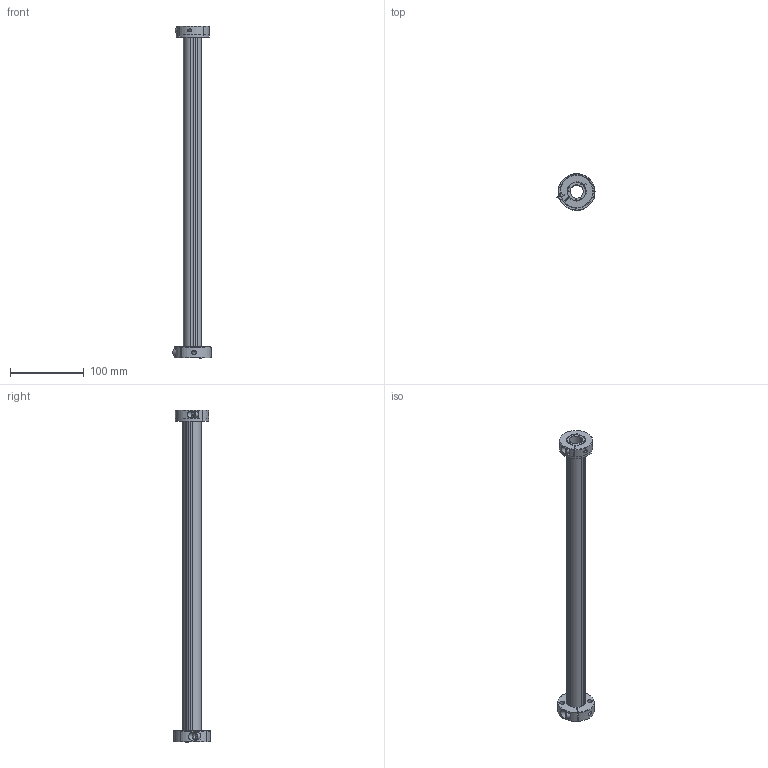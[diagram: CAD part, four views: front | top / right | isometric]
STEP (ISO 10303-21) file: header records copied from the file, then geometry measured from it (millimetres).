
FILE_DESCRIPTION (( 'STEP AP214' ), '1' );
FILE_NAME ('J3.STEP', '2014-03-20T07:18:02', ( 'e10128' ), ( '' ), 'SwSTEP 2.0', 'SolidWorks 2010', '' );
FILE_SCHEMA (( 'AUTOMOTIVE_DESIGN' ));
Length unit declared in the file: millimetre
Products named in the file (9): BNS2525A+450L__X2_82B1937587BA687F_X0_; 1; _X2_7B2C56DB8EF87DE9885D588A_X0_pscdj25_15_2_03(_X2_4E094F4F__X0_); 2; _X2_7B2C56DB8EF856FA5B9A6CD5862D_X0_pscst25_15_2_03(_X2_4E09_4F4F_X0_); 3; 2_1; 1_1; J3
Assembly tree (8 placements, depth 3):
  J3
    _X2_7B2C56DB8EF87DE9885D588A_X0_pscdj25_15_2_03(_X2_4E094F4F__X0_)
      3
      1
      2
    _X2_7B2C56DB8EF856FA5B9A6CD5862D_X0_pscst25_15_2_03(_X2_4E09_4F4F_X0_)
      2_1
      1_1
    BNS2525A+450L__X2_82B1937587BA687F_X0_
Bounding box: 51.7 x 50 x 450 mm (x, y, z)
Volume: 135191.6 mm3; surface area: 79986.2 mm2
Topology: 6 solids, 6 shells, 156 faces, 371 edges, 229 vertices
Faces by surface type: cylinder 61, plane 51, cone 32, bspline 12
Entity records: 7067 total; most frequent: CARTESIAN_POINT 1371, DIRECTION 823, ORIENTED_EDGE 734, EDGE_CURVE 367, AXIS2_PLACEMENT_3D 329, VERTEX_POINT 229, EDGE_LOOP 178, UNCERTAINTY_MEASURE_WITH_UNIT 177
